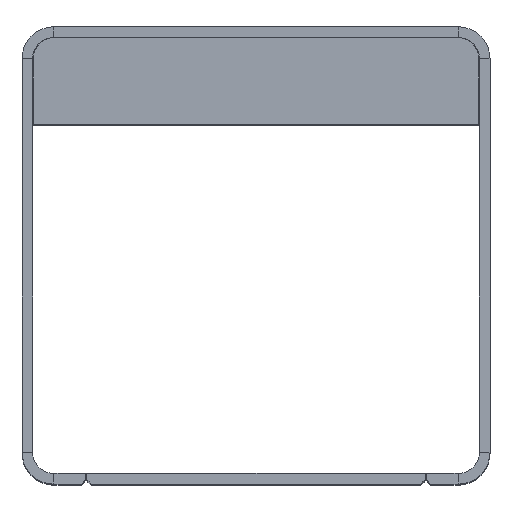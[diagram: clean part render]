
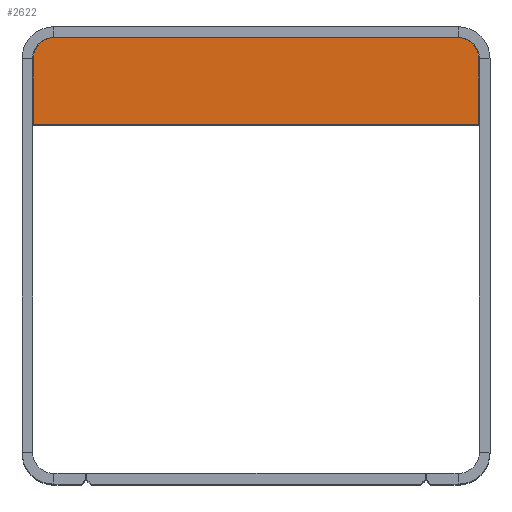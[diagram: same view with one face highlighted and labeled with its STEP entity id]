
A CAD part, top view. The second image highlights one B-rep face of the part: STEP entity #2622.
In plain terms, the highlighted planar face has unit normal (0, 0, 1).
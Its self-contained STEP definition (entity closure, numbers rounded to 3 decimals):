
#270 = VECTOR ( 'NONE', #3395, 1000. ) ;
#431 = CARTESIAN_POINT ( 'NONE',  ( 209.5, -41., 0. ) ) ;
#457 = ORIENTED_EDGE ( 'NONE', *, *, #1534, .T. ) ;
#490 = VECTOR ( 'NONE', #5921, 1000. ) ;
#578 = CARTESIAN_POINT ( 'NONE',  ( 189.5, 21., 0. ) ) ;
#622 = EDGE_CURVE ( 'NONE', #6096, #887, #1240, .T. ) ;
#665 = EDGE_CURVE ( 'NONE', #1595, #6096, #4366, .T. ) ;
#723 = EDGE_CURVE ( 'NONE', #887, #4173, #1823, .T. ) ;
#870 = DIRECTION ( 'NONE',  ( 0., 0., -1. ) ) ;
#871 = VERTEX_POINT ( 'NONE', #4668 ) ;
#887 = VERTEX_POINT ( 'NONE', #431 ) ;
#1142 = CIRCLE ( 'NONE', #3328, 20. ) ;
#1145 = EDGE_CURVE ( 'NONE', #871, #4489, #1815, .T. ) ;
#1240 = LINE ( 'NONE', #4903, #490 ) ;
#1379 = PLANE ( 'NONE',  #2382 ) ;
#1497 = CARTESIAN_POINT ( 'NONE',  ( -189.5, 41., 0. ) ) ;
#1534 = EDGE_CURVE ( 'NONE', #4173, #871, #1142, .T. ) ;
#1595 = VERTEX_POINT ( 'NONE', #2130 ) ;
#1815 = LINE ( 'NONE', #2276, #270 ) ;
#1823 = LINE ( 'NONE', #3909, #2243 ) ;
#1893 = DIRECTION ( 'NONE',  ( -1., 0., 0. ) ) ;
#1946 = ORIENTED_EDGE ( 'NONE', *, *, #1145, .T. ) ;
#2100 = DIRECTION ( 'NONE',  ( 0., 0., 1. ) ) ;
#2130 = CARTESIAN_POINT ( 'NONE',  ( -209.5, 21., 0. ) ) ;
#2243 = VECTOR ( 'NONE', #5996, 1000. ) ;
#2276 = CARTESIAN_POINT ( 'NONE',  ( -189.5, 41., 0. ) ) ;
#2382 = AXIS2_PLACEMENT_3D ( 'NONE', #3052, #870, #1893 ) ;
#2471 = ORIENTED_EDGE ( 'NONE', *, *, #3614, .T. ) ;
#2622 = ADVANCED_FACE ( 'NONE', ( #2981 ), #1379, .F. ) ;
#2741 = ORIENTED_EDGE ( 'NONE', *, *, #665, .T. ) ;
#2782 = DIRECTION ( 'NONE',  ( 0., -1., 0. ) ) ;
#2981 = FACE_OUTER_BOUND ( 'NONE', #3387, .T. ) ;
#3052 = CARTESIAN_POINT ( 'NONE',  ( -189.5, 21., 0. ) ) ;
#3095 = CARTESIAN_POINT ( 'NONE',  ( -189.5, 21., 0. ) ) ;
#3328 = AXIS2_PLACEMENT_3D ( 'NONE', #578, #2100, #4657 ) ;
#3387 = EDGE_LOOP ( 'NONE', ( #2741, #5479, #6701, #457, #1946, #2471 ) ) ;
#3395 = DIRECTION ( 'NONE',  ( -1., 0., 0. ) ) ;
#3588 = AXIS2_PLACEMENT_3D ( 'NONE', #3095, #4161, #6242 ) ;
#3614 = EDGE_CURVE ( 'NONE', #4489, #1595, #5448, .T. ) ;
#3909 = CARTESIAN_POINT ( 'NONE',  ( 209.5, -41., 0. ) ) ;
#4161 = DIRECTION ( 'NONE',  ( 0., 0., 1. ) ) ;
#4173 = VERTEX_POINT ( 'NONE', #4663 ) ;
#4366 = LINE ( 'NONE', #5497, #6715 ) ;
#4489 = VERTEX_POINT ( 'NONE', #1497 ) ;
#4657 = DIRECTION ( 'NONE',  ( -1., 0., 0. ) ) ;
#4663 = CARTESIAN_POINT ( 'NONE',  ( 209.5, 21., 0. ) ) ;
#4668 = CARTESIAN_POINT ( 'NONE',  ( 189.5, 41., 0. ) ) ;
#4903 = CARTESIAN_POINT ( 'NONE',  ( -209.5, -41., 0. ) ) ;
#5448 = CIRCLE ( 'NONE', #3588, 20. ) ;
#5479 = ORIENTED_EDGE ( 'NONE', *, *, #622, .T. ) ;
#5497 = CARTESIAN_POINT ( 'NONE',  ( -209.5, -41., 0. ) ) ;
#5921 = DIRECTION ( 'NONE',  ( 1., 0., 0. ) ) ;
#5996 = DIRECTION ( 'NONE',  ( 0., 1., 0. ) ) ;
#6096 = VERTEX_POINT ( 'NONE', #6596 ) ;
#6242 = DIRECTION ( 'NONE',  ( -1., 0., 0. ) ) ;
#6596 = CARTESIAN_POINT ( 'NONE',  ( -209.5, -41., 0. ) ) ;
#6701 = ORIENTED_EDGE ( 'NONE', *, *, #723, .T. ) ;
#6715 = VECTOR ( 'NONE', #2782, 1000. ) ;
